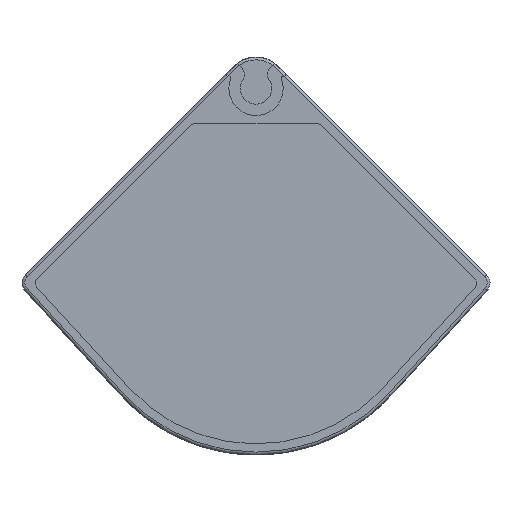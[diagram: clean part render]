
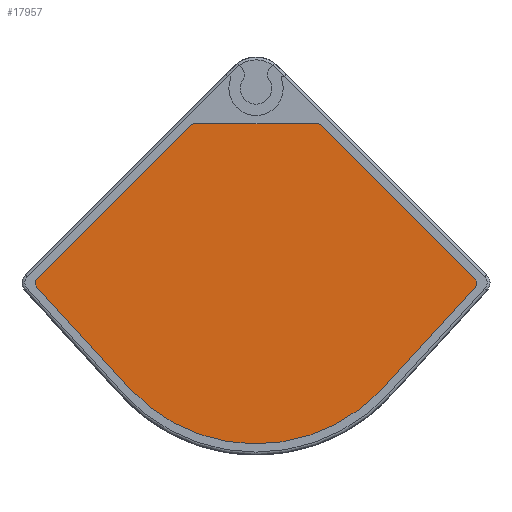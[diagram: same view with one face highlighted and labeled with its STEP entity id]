
A CAD part, front view. The second image highlights one B-rep face of the part: STEP entity #17957.
In plain terms, the highlighted planar face has unit normal (0, -1, 0).
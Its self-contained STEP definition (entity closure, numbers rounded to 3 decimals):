
#17943=AXIS2_PLACEMENT_3D('Plane Axis2P3D',#17940,#17941,#17942) ;
#12431=CARTESIAN_POINT('Control Point',(-22.157,-147.5,-18.364)) ;
#12432=CARTESIAN_POINT('Control Point',(-20.161,-147.5,-20.542)) ;
#12433=CARTESIAN_POINT('Control Point',(-17.898,-147.5,-22.475)) ;
#12434=CARTESIAN_POINT('Control Point',(-15.407,-147.5,-24.119)) ;
#12435=CARTESIAN_POINT('Control Point',(-10.072,-147.5,-26.76)) ;
#12436=CARTESIAN_POINT('Control Point',(-4.257,-147.5,-28.032)) ;
#12437=CARTESIAN_POINT('Control Point',(-1.285,-147.5,-28.305)) ;
#12438=CARTESIAN_POINT('Control Point',(4.665,-147.5,-28.116)) ;
#12439=CARTESIAN_POINT('Control Point',(10.392,-147.5,-26.493)) ;
#12440=CARTESIAN_POINT('Control Point',(13.141,-147.5,-25.331)) ;
#12441=CARTESIAN_POINT('Control Point',(16.682,-147.5,-23.289)) ;
#12442=CARTESIAN_POINT('Control Point',(19.811,-147.5,-20.699)) ;
#12443=CARTESIAN_POINT('Control Point',(20.629,-147.5,-19.956)) ;
#12444=CARTESIAN_POINT('Control Point',(21.412,-147.5,-19.177)) ;
#12445=CARTESIAN_POINT('Control Point',(22.157,-147.5,-18.364)) ;
#12446=CARTESIAN_POINT('Vertex',(-22.157,-147.5,-18.364)) ;
#12448=CARTESIAN_POINT('Vertex',(22.157,-147.5,-18.364)) ;
#12451=CARTESIAN_POINT('Line Origine',(-30.274,-147.5,-9.505)) ;
#12455=CARTESIAN_POINT('Vertex',(-38.392,-147.5,-0.647)) ;
#12459=CARTESIAN_POINT('Control Point',(-38.36,-147.5,0.809)) ;
#12460=CARTESIAN_POINT('Control Point',(-38.431,-147.5,0.737)) ;
#12461=CARTESIAN_POINT('Control Point',(-38.494,-147.5,0.658)) ;
#12462=CARTESIAN_POINT('Control Point',(-38.547,-147.5,0.571)) ;
#12463=CARTESIAN_POINT('Control Point',(-38.63,-147.5,0.387)) ;
#12464=CARTESIAN_POINT('Control Point',(-38.668,-147.5,0.188)) ;
#12465=CARTESIAN_POINT('Control Point',(-38.675,-147.5,0.087)) ;
#12466=CARTESIAN_POINT('Control Point',(-38.665,-147.5,-0.115)) ;
#12467=CARTESIAN_POINT('Control Point',(-38.608,-147.5,-0.309)) ;
#12468=CARTESIAN_POINT('Control Point',(-38.567,-147.5,-0.403)) ;
#12469=CARTESIAN_POINT('Control Point',(-38.506,-147.5,-0.507)) ;
#12470=CARTESIAN_POINT('Control Point',(-38.431,-147.5,-0.602)) ;
#12471=CARTESIAN_POINT('Control Point',(-38.418,-147.5,-0.617)) ;
#12472=CARTESIAN_POINT('Control Point',(-38.405,-147.5,-0.632)) ;
#12473=CARTESIAN_POINT('Control Point',(-38.392,-147.5,-0.647)) ;
#12474=CARTESIAN_POINT('Vertex',(-38.36,-147.5,0.809)) ;
#12477=CARTESIAN_POINT('Line Origine',(-24.931,-147.5,14.238)) ;
#12481=CARTESIAN_POINT('Vertex',(-11.502,-147.5,27.667)) ;
#12485=CARTESIAN_POINT('Control Point',(-10.757,-147.5,27.975)) ;
#12486=CARTESIAN_POINT('Control Point',(-10.857,-147.5,27.975)) ;
#12487=CARTESIAN_POINT('Control Point',(-10.956,-147.5,27.964)) ;
#12488=CARTESIAN_POINT('Control Point',(-11.053,-147.5,27.94)) ;
#12489=CARTESIAN_POINT('Control Point',(-11.209,-147.5,27.883)) ;
#12490=CARTESIAN_POINT('Control Point',(-11.35,-147.5,27.796)) ;
#12491=CARTESIAN_POINT('Control Point',(-11.405,-147.5,27.757)) ;
#12492=CARTESIAN_POINT('Control Point',(-11.455,-147.5,27.714)) ;
#12493=CARTESIAN_POINT('Control Point',(-11.502,-147.5,27.667)) ;
#12494=CARTESIAN_POINT('Vertex',(-10.757,-147.5,27.975)) ;
#12497=CARTESIAN_POINT('Line Origine',(0.,-147.5,27.975)) ;
#12501=CARTESIAN_POINT('Vertex',(10.757,-147.5,27.975)) ;
#12505=CARTESIAN_POINT('Control Point',(11.502,-147.5,27.667)) ;
#12506=CARTESIAN_POINT('Control Point',(11.431,-147.5,27.737)) ;
#12507=CARTESIAN_POINT('Control Point',(11.353,-147.5,27.799)) ;
#12508=CARTESIAN_POINT('Control Point',(11.268,-147.5,27.851)) ;
#12509=CARTESIAN_POINT('Control Point',(11.117,-147.5,27.921)) ;
#12510=CARTESIAN_POINT('Control Point',(10.955,-147.5,27.96)) ;
#12511=CARTESIAN_POINT('Control Point',(10.889,-147.5,27.97)) ;
#12512=CARTESIAN_POINT('Control Point',(10.823,-147.5,27.975)) ;
#12513=CARTESIAN_POINT('Control Point',(10.757,-147.5,27.975)) ;
#12514=CARTESIAN_POINT('Vertex',(11.502,-147.5,27.667)) ;
#12517=CARTESIAN_POINT('Line Origine',(24.931,-147.5,14.238)) ;
#12521=CARTESIAN_POINT('Vertex',(38.36,-147.5,0.809)) ;
#12525=CARTESIAN_POINT('Control Point',(38.392,-147.5,-0.647)) ;
#12526=CARTESIAN_POINT('Control Point',(38.46,-147.5,-0.573)) ;
#12527=CARTESIAN_POINT('Control Point',(38.519,-147.5,-0.49)) ;
#12528=CARTESIAN_POINT('Control Point',(38.568,-147.5,-0.401)) ;
#12529=CARTESIAN_POINT('Control Point',(38.643,-147.5,-0.214)) ;
#12530=CARTESIAN_POINT('Control Point',(38.673,-147.5,-0.013)) ;
#12531=CARTESIAN_POINT('Control Point',(38.675,-147.5,0.088)) ;
#12532=CARTESIAN_POINT('Control Point',(38.656,-147.5,0.29)) ;
#12533=CARTESIAN_POINT('Control Point',(38.59,-147.5,0.481)) ;
#12534=CARTESIAN_POINT('Control Point',(38.546,-147.5,0.572)) ;
#12535=CARTESIAN_POINT('Control Point',(38.48,-147.5,0.674)) ;
#12536=CARTESIAN_POINT('Control Point',(38.401,-147.5,0.765)) ;
#12537=CARTESIAN_POINT('Control Point',(38.388,-147.5,0.78)) ;
#12538=CARTESIAN_POINT('Control Point',(38.374,-147.5,0.794)) ;
#12539=CARTESIAN_POINT('Control Point',(38.36,-147.5,0.809)) ;
#12540=CARTESIAN_POINT('Vertex',(38.392,-147.5,-0.647)) ;
#12543=CARTESIAN_POINT('Line Origine',(30.274,-147.5,-9.505)) ;
#17940=CARTESIAN_POINT('Axis2P3D Location',(0.,-147.5,6.858)) ;
#12452=DIRECTION('Vector Direction',(0.676,0.,-0.737)) ;
#12478=DIRECTION('Vector Direction',(-0.707,0.,-0.707)) ;
#12498=DIRECTION('Vector Direction',(1.,0.,0.)) ;
#12518=DIRECTION('Vector Direction',(-0.707,0.,0.707)) ;
#12544=DIRECTION('Vector Direction',(0.676,0.,0.737)) ;
#17941=DIRECTION('Axis2P3D Direction',(0.,-1.,0.)) ;
#17942=DIRECTION('Axis2P3D XDirection',(-0.707,0.,-0.707)) ;
#12453=VECTOR('Line Direction',#12452,1.) ;
#12479=VECTOR('Line Direction',#12478,1.) ;
#12499=VECTOR('Line Direction',#12498,1.) ;
#12519=VECTOR('Line Direction',#12518,1.) ;
#12545=VECTOR('Line Direction',#12544,1.) ;
#17946=ORIENTED_EDGE('',*,*,#12503,.F.) ;
#17947=ORIENTED_EDGE('',*,*,#12496,.T.) ;
#17948=ORIENTED_EDGE('',*,*,#12483,.T.) ;
#17949=ORIENTED_EDGE('',*,*,#12476,.T.) ;
#17950=ORIENTED_EDGE('',*,*,#12457,.T.) ;
#17951=ORIENTED_EDGE('',*,*,#12450,.T.) ;
#17952=ORIENTED_EDGE('',*,*,#12547,.T.) ;
#17953=ORIENTED_EDGE('',*,*,#12542,.T.) ;
#17954=ORIENTED_EDGE('',*,*,#12523,.T.) ;
#17955=ORIENTED_EDGE('',*,*,#12516,.T.) ;
#17957=ADVANCED_FACE('Surface.110',(#17956),#17944,.T.) ;
#12430=B_SPLINE_CURVE_WITH_KNOTS('',5,(#12431,#12432,#12433,#12434,#12435,#12436,#12437,#12438,#12439,#12440,#12441,#12442,#12443,#12444,#12445),.UNSPECIFIED.,.F.,.U.,(6,3,3,3,6),(0.,20.889,41.778,62.667,70.468),.UNSPECIFIED.) ;
#12458=B_SPLINE_CURVE_WITH_KNOTS('',5,(#12459,#12460,#12461,#12462,#12463,#12464,#12465,#12466,#12467,#12468,#12469,#12470,#12471,#12472,#12473),.UNSPECIFIED.,.F.,.U.,(6,3,3,3,6),(0.,0.711,1.421,2.132,2.273),.UNSPECIFIED.) ;
#12484=B_SPLINE_CURVE_WITH_KNOTS('',5,(#12485,#12486,#12487,#12488,#12489,#12490,#12491,#12492,#12493),.UNSPECIFIED.,.F.,.U.,(6,3,6),(0.,0.701,1.168),.UNSPECIFIED.) ;
#12504=B_SPLINE_CURVE_WITH_KNOTS('',5,(#12505,#12506,#12507,#12508,#12509,#12510,#12511,#12512,#12513),.UNSPECIFIED.,.F.,.U.,(6,3,6),(0.,0.701,1.168),.UNSPECIFIED.) ;
#12524=B_SPLINE_CURVE_WITH_KNOTS('',5,(#12525,#12526,#12527,#12528,#12529,#12530,#12531,#12532,#12533,#12534,#12535,#12536,#12537,#12538,#12539),.UNSPECIFIED.,.F.,.U.,(6,3,3,3,6),(0.,0.711,1.421,2.132,2.273),.UNSPECIFIED.) ;
#12450=EDGE_CURVE('',#12447,#12449,#12430,.T.) ;
#12457=EDGE_CURVE('',#12456,#12447,#12454,.T.) ;
#12476=EDGE_CURVE('',#12475,#12456,#12458,.T.) ;
#12483=EDGE_CURVE('',#12482,#12475,#12480,.T.) ;
#12496=EDGE_CURVE('',#12495,#12482,#12484,.T.) ;
#12503=EDGE_CURVE('',#12495,#12502,#12500,.T.) ;
#12516=EDGE_CURVE('',#12515,#12502,#12504,.T.) ;
#12523=EDGE_CURVE('',#12522,#12515,#12520,.T.) ;
#12542=EDGE_CURVE('',#12541,#12522,#12524,.T.) ;
#12547=EDGE_CURVE('',#12449,#12541,#12546,.T.) ;
#17945=EDGE_LOOP('',(#17946,#17947,#17948,#17949,#17950,#17951,#17952,#17953,#17954,#17955)) ;
#17956=FACE_OUTER_BOUND('',#17945,.T.) ;
#12454=LINE('Line',#12451,#12453) ;
#12480=LINE('Line',#12477,#12479) ;
#12500=LINE('Line',#12497,#12499) ;
#12520=LINE('Line',#12517,#12519) ;
#12546=LINE('Line',#12543,#12545) ;
#17944=PLANE('',#17943) ;
#12447=VERTEX_POINT('',#12446) ;
#12449=VERTEX_POINT('',#12448) ;
#12456=VERTEX_POINT('',#12455) ;
#12475=VERTEX_POINT('',#12474) ;
#12482=VERTEX_POINT('',#12481) ;
#12495=VERTEX_POINT('',#12494) ;
#12502=VERTEX_POINT('',#12501) ;
#12515=VERTEX_POINT('',#12514) ;
#12522=VERTEX_POINT('',#12521) ;
#12541=VERTEX_POINT('',#12540) ;
